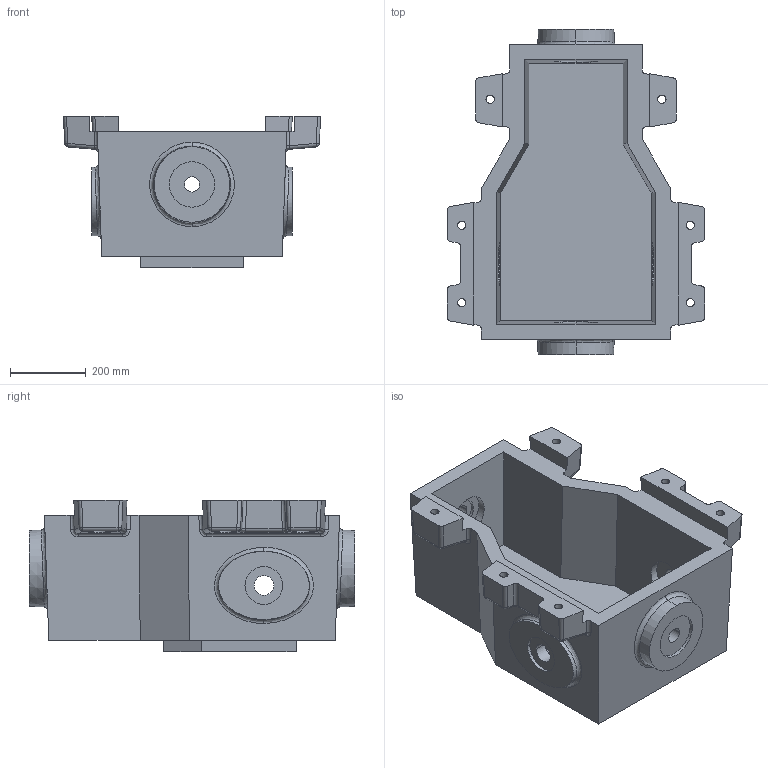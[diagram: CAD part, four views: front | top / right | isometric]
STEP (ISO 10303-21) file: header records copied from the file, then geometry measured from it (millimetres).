
FILE_DESCRIPTION(('Open CASCADE Model'),'2;1');
FILE_NAME('Open CASCADE Shape Model','2022-08-29T15:40:24',( 'Analysis Situs'),('Analysis Situs'), 'Open CASCADE STEP processor 7.4','Analysis Situs 1.2.0dev','Unknown' );
FILE_SCHEMA(('AUTOMOTIVE_DESIGN { 1 0 10303 214 1 1 1 1 }'));
Length unit declared in the file: millimetre
Products named in the file (3): Open CASCADE STEP translator 7.4 1; Open CASCADE STEP translator 7.4 1.1; Open CASCADE STEP translator 7.4 1.2
Assembly tree (2 placements, depth 2):
  Open CASCADE STEP translator 7.4 1
    Open CASCADE STEP translator 7.4 1.1
    Open CASCADE STEP translator 7.4 1.2
Bounding box: 680 x 860 x 400 mm (x, y, z)
Volume: 47896999.3 mm3; surface area: 2518708.6 mm2
Topology: 1 solids, 2 shells, 234 faces, 572 edges, 360 vertices
Faces by surface type: plane 100, cylinder 94, bspline 24, sphere 12, cone 4
Entity records: 26109 total; most frequent: CARTESIAN_POINT 13237, DIRECTION 1875, ORIENTED_EDGE 1140, PCURVE 1140, DEFINITIONAL_REPRESENTATION 1140, LINE 1097, VECTOR 1097, EDGE_CURVE 572
